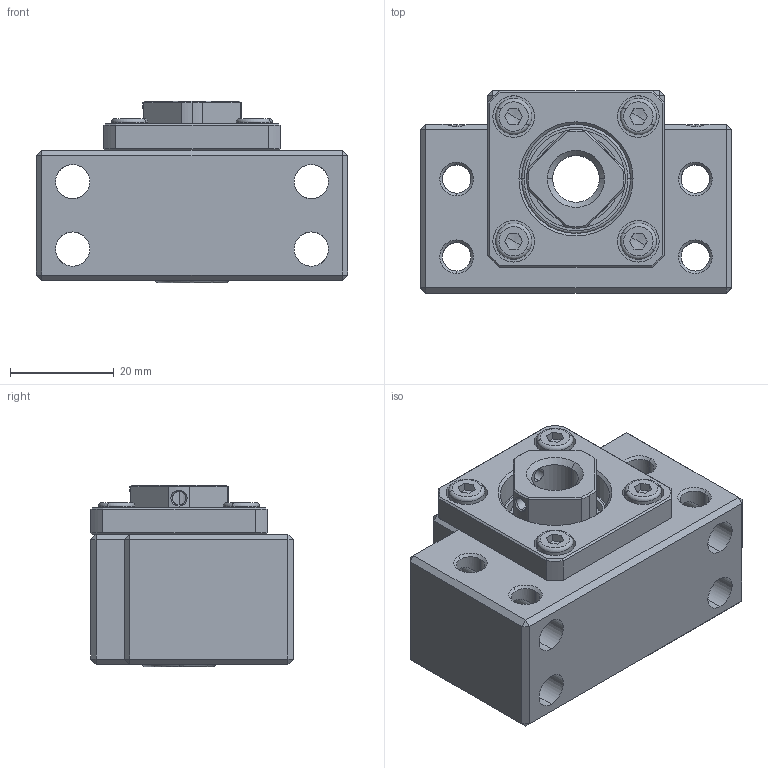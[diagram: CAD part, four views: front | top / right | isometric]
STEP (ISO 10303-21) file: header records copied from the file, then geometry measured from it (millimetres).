
FILE_DESCRIPTION (( 'STEP AP214' ), '1' );
FILE_NAME ('BKN10-Rollco.step', '2023-04-27T09:32:05', ( '' ), ( '' ), 'SwSTEP 2.0', 'SolidWorks 2010', '' );
FILE_SCHEMA (( 'AUTOMOTIVE_DESIGN' ));
Length unit declared in the file: millimetre
Products named in the file (12): BK10_Housing; 7000_Outer_Ring; 7000_Inner_Ring; BK10_Fastener; BK10_End_Ring; BKN10_Bearing_Cover; M4; M4-1; M4-2; M4-3; BKN10_Nut_M10; BKN10-Rollco
Assembly tree (15 placements, depth 2):
  BKN10-Rollco
    BKN10_Bearing_Cover  x2
    7000_Inner_Ring  x2
    M4-3
    BK10_Fastener
    M4
    BK10_End_Ring  x2
    7000_Outer_Ring  x2
    BKN10_Nut_M10
    BK10_Housing
    M4-1
    M4-2
Bounding box: 60 x 39 x 35 mm (x, y, z)
Volume: 46067.6 mm3; surface area: 26829.1 mm2
Topology: 15 solids, 15 shells, 487 faces, 1151 edges, 685 vertices
Faces by surface type: cylinder 155, plane 140, cone 96, bspline 88, torus 8
Entity records: 14352 total; most frequent: CARTESIAN_POINT 4595, ORIENTED_EDGE 1942, DIRECTION 1932, EDGE_CURVE 971, AXIS2_PLACEMENT_3D 766, VERTEX_POINT 593, EDGE_LOOP 468, ADVANCED_FACE 405
